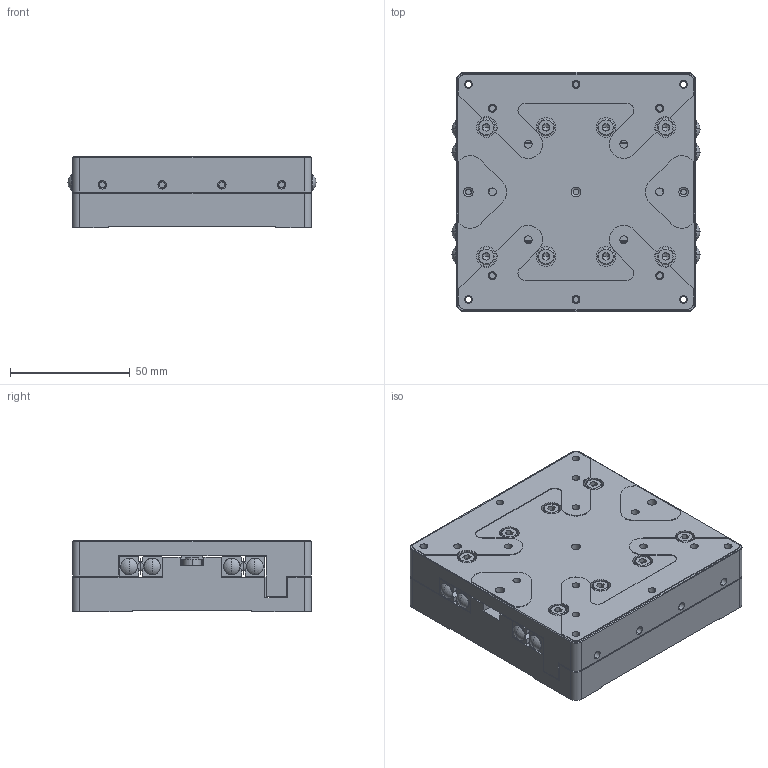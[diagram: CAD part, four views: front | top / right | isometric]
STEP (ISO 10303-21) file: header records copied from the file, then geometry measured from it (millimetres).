
FILE_DESCRIPTION (( 'STEP AP203' ), '1' );
FILE_NAME ('527476.STEP', '2025-04-15T06:49:50', ( 'Windows User' ), ( 'P R C' ), 'SwSTEP 2.0', 'SolidWorks 2020', '' );
FILE_SCHEMA (( 'CONFIG_CONTROL_DESIGN' ));
Length unit declared in the file: millimetre
Products named in the file (1): 527476
Bounding box: 103.8 x 100 x 30 mm (x, y, z)
Volume: 291429.5 mm3; surface area: 99057.5 mm2
Topology: 25 solids, 25 shells, 1412 faces, 3395 edges, 2122 vertices
Faces by surface type: plane 644, cylinder 556, cone 132, torus 64, bspline 16
Entity records: 41741 total; most frequent: CARTESIAN_POINT 8254, DIRECTION 7253, ORIENTED_EDGE 6678, EDGE_CURVE 3339, AXIS2_PLACEMENT_3D 2696, VERTEX_POINT 2122, VECTOR 1861, LINE 1861
